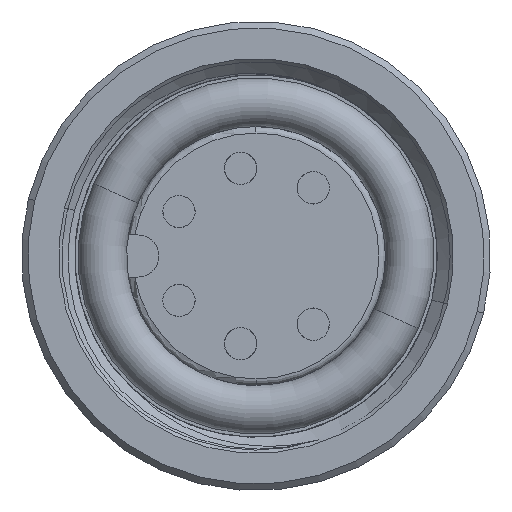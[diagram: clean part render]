
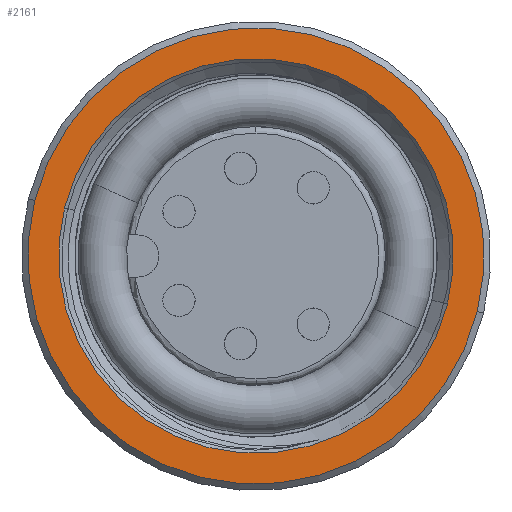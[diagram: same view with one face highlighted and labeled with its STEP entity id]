
A CAD part, left-side view. The second image highlights one B-rep face of the part: STEP entity #2161.
In plain terms, the highlighted face is planar.
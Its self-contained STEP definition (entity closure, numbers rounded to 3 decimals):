
#1336 = EDGE_CURVE ( 'NONE', #8292, #35103, #3548, .T. ) ;
#2161 = ADVANCED_FACE ( 'NONE', ( #3483, #39803 ), #2277, .F. ) ;
#2277 = PLANE ( 'NONE',  #12831 ) ;
#2348 = DIRECTION ( 'NONE',  ( 1., 0., 0. ) ) ;
#2453 = DIRECTION ( 'NONE',  ( 0., 0., 1. ) ) ;
#3483 = FACE_OUTER_BOUND ( 'NONE', #8900, .T. ) ;
#3548 = CIRCLE ( 'NONE', #10850, 6.1 ) ;
#5282 = DIRECTION ( 'NONE',  ( -1., 0., 0. ) ) ;
#5972 = DIRECTION ( 'NONE',  ( 0., 0., 1. ) ) ;
#6646 = AXIS2_PLACEMENT_3D ( 'NONE', #28869, #22473, #25677 ) ;
#8292 = VERTEX_POINT ( 'NONE', #32614 ) ;
#8888 = ORIENTED_EDGE ( 'NONE', *, *, #37731, .T. ) ;
#8900 = EDGE_LOOP ( 'NONE', ( #8888, #23979 ) ) ;
#9510 = ORIENTED_EDGE ( 'NONE', *, *, #1336, .T. ) ;
#10850 = AXIS2_PLACEMENT_3D ( 'NONE', #12188, #32234, #5972 ) ;
#12188 = CARTESIAN_POINT ( 'NONE',  ( 11., 0., 0. ) ) ;
#12513 = EDGE_CURVE ( 'NONE', #42866, #42754, #39468, .T. ) ;
#12831 = AXIS2_PLACEMENT_3D ( 'NONE', #38371, #5282, #22387 ) ;
#13071 = AXIS2_PLACEMENT_3D ( 'NONE', #29123, #2348, #22308 ) ;
#15126 = CIRCLE ( 'NONE', #41681, 6.1 ) ;
#18938 = CARTESIAN_POINT ( 'NONE',  ( 11., 0., 0. ) ) ;
#20210 = CIRCLE ( 'NONE', #6646, 7.05 ) ;
#22017 = CARTESIAN_POINT ( 'NONE',  ( 11., 0., -6.1 ) ) ;
#22308 = DIRECTION ( 'NONE',  ( 0., 0., 1. ) ) ;
#22387 = DIRECTION ( 'NONE',  ( 0., 0., 1. ) ) ;
#22473 = DIRECTION ( 'NONE',  ( 1., 0., 0. ) ) ;
#22674 = EDGE_LOOP ( 'NONE', ( #41151, #9510 ) ) ;
#23979 = ORIENTED_EDGE ( 'NONE', *, *, #12513, .T. ) ;
#25677 = DIRECTION ( 'NONE',  ( 0., 0., 1. ) ) ;
#28869 = CARTESIAN_POINT ( 'NONE',  ( 11., 0., 0. ) ) ;
#29123 = CARTESIAN_POINT ( 'NONE',  ( 11., 0., 0. ) ) ;
#31620 = EDGE_CURVE ( 'NONE', #35103, #8292, #15126, .T. ) ;
#32234 = DIRECTION ( 'NONE',  ( -1., 0., 0. ) ) ;
#32614 = CARTESIAN_POINT ( 'NONE',  ( 11., 0., 6.1 ) ) ;
#35103 = VERTEX_POINT ( 'NONE', #22017 ) ;
#37376 = CARTESIAN_POINT ( 'NONE',  ( 11., 0., -7.05 ) ) ;
#37731 = EDGE_CURVE ( 'NONE', #42754, #42866, #20210, .T. ) ;
#38371 = CARTESIAN_POINT ( 'NONE',  ( 11., 7.25, 0. ) ) ;
#39468 = CIRCLE ( 'NONE', #13071, 7.05 ) ;
#39803 = FACE_BOUND ( 'NONE', #22674, .T. ) ;
#41151 = ORIENTED_EDGE ( 'NONE', *, *, #31620, .T. ) ;
#41681 = AXIS2_PLACEMENT_3D ( 'NONE', #18938, #41840, #2453 ) ;
#41840 = DIRECTION ( 'NONE',  ( -1., 0., 0. ) ) ;
#42577 = CARTESIAN_POINT ( 'NONE',  ( 11., 0., 7.05 ) ) ;
#42754 = VERTEX_POINT ( 'NONE', #42577 ) ;
#42866 = VERTEX_POINT ( 'NONE', #37376 ) ;
